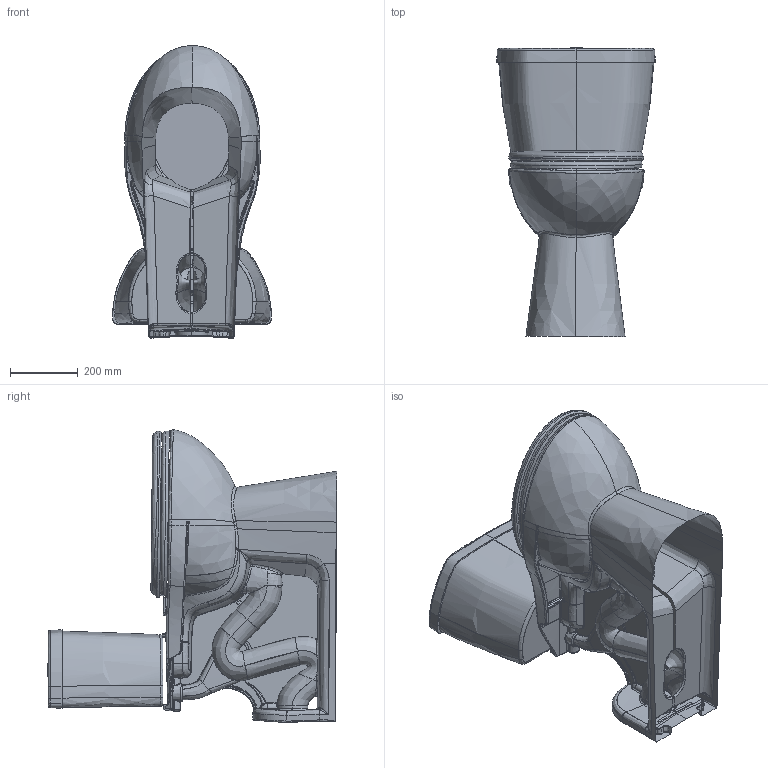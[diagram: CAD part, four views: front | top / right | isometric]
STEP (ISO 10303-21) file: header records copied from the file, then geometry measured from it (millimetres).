
FILE_DESCRIPTION (( 'STEP AP203' ), '1' );
FILE_NAME ('Stealth_SF_EBR_N7799&N7714.STEP', '2016-08-26T20:44:16', ( '' ), ( '' ), 'SwSTEP 2.0', 'SolidWorks 2015', '' );
FILE_SCHEMA (( 'CONFIG_CONTROL_DESIGN' ));
Length unit declared in the file: inch
Products named in the file (927): N8675; N8025; N8480; N8433; N8365; N8548; N7817; N8639; N8381; N8449; N8665; N8023; N8337; N8681; N8414; N7972; N8604; N8482; N7811; N8063; N8098; N7873; N7898; N8529; N7928; N8395; N8485; N8101; N8429; N8358; N8216; N8074; N8504; N8578; N8474; N8088; N8593; N8508; N8068; N7901 ...
Assembly tree (926 placements, depth 2):
  Stealth_SF_EBR_N7799&N7714
    N7809
    N7981
    N7987
    N7982
    N7983
    N7803
    N7989
    N7984
    N7808
    N7985
    N7836
    N7951
    N7992
    N7840
    N7988
    N7986
    N7990
    N7991
    N7998
    N7802
    N7994
    N7807
    N7844
    N7995
    N7997
    N7952
    N7993
    N7999
    N8001
    N7996
    N8000
    N7838
    N8003
    N8002
    N7806
    N7953
    N8004
    N7812
    N7842
    N7839
    N7847
    N7843
    N7849
    N7841
    N8005
    N7851
    N7814
    N7852
    N7853
    N7845
    N7954
    N7846
    N7850
    N7817
    N7816
    N7824
    N7818
    N7848
    N7815
Bounding box: 468.12 x 855.15 x 863.68 mm (x, y, z)
Volume: 5748797.9 mm3; surface area: 3058571.1 mm2
Topology: 6 solids, 928 shells, 1020 faces, 15456 edges, 15335 vertices
Faces by surface type: bspline 903, plane 73, cylinder 39, torus 3, cone 2
Entity records: 316558 total; most frequent: CARTESIAN_POINT 144496, ORIENTED_EDGE 15637, EDGE_CURVE 15417, VERTEX_POINT 15333, B_SPLINE_CURVE_WITH_KNOTS 14592, PERSON_AND_ORGANIZATION 8342, COORDINATED_UNIVERSAL_TIME_OFFSET 6487, DATE_AND_TIME 6487
